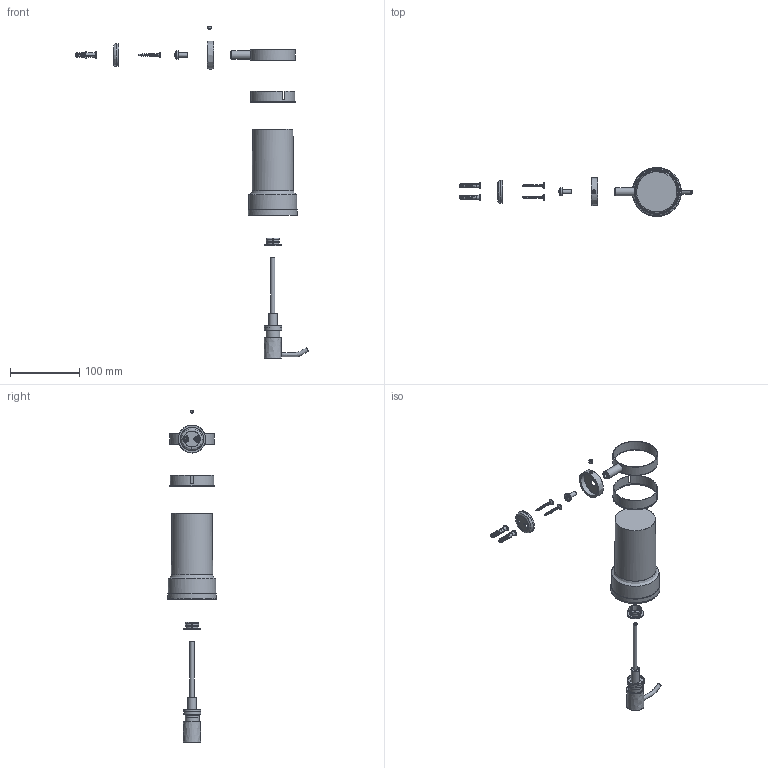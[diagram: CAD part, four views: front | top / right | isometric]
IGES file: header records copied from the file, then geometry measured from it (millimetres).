
Global section: file name: KOS_SIVI_SABUNLUK_KROM.igs; native system: NX V11.0; preprocessor: SIEMENS PLM Software NX 11.0; date: 20220127.155756; units: millimetre
Bounding box: 337.43 x 71 x 481.04 mm (x, y, z)
Surface area: 133761 mm2 (no closed solid volume)
Topology: 0 solids, 0 shells, 1111 faces, 6789 edges, 6666 vertices
Faces by surface type: bspline 1111
